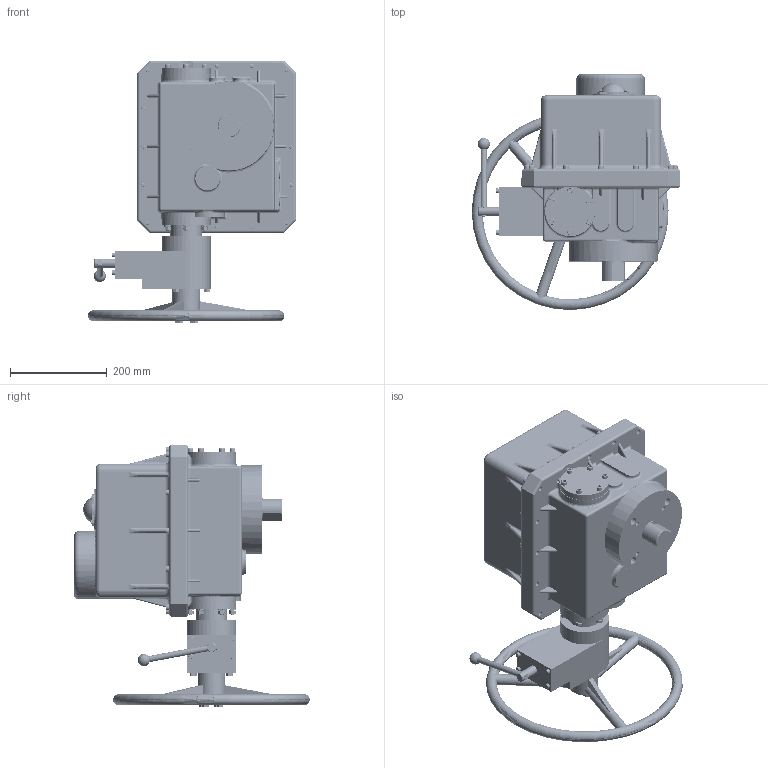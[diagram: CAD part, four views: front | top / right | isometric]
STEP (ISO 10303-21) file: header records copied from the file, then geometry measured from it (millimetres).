
FILE_DESCRIPTION (( 'STEP AP214' ), '1' );
FILE_NAME ('5, 7, 12, & 14K Nema 4 & 7 .STEP', '2014-05-07T14:12:35', ( 'Owner' ), ( '' ), 'SwSTEP 2.0', 'SolidWorks 2013', '' );
FILE_SCHEMA (( 'AUTOMOTIVE_DESIGN' ));
Length unit declared in the file: inch
Products named in the file (1): 5, 7, 12, & 14K Nema 4 & 7 
Bounding box: 430.51 x 486.82 x 542.8 mm (x, y, z)
Volume: 22621200.3 mm3; surface area: 1862826.9 mm2
Topology: 117 solids, 117 shells, 9906 faces, 25932 edges, 16196 vertices
Faces by surface type: cylinder 5682, cone 2690, plane 914, bspline 264, torus 238, sphere 118
Entity records: 435829 total; most frequent: CARTESIAN_POINT 210446, ORIENTED_EDGE 51492, DIRECTION 42937, EDGE_CURVE 25746, AXIS2_PLACEMENT_3D 16808, VERTEX_POINT 16146, EDGE_LOOP 10066, FACE_OUTER_BOUND 9904
